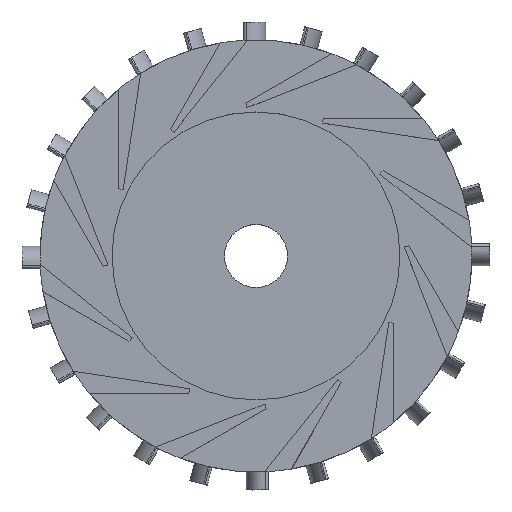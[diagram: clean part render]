
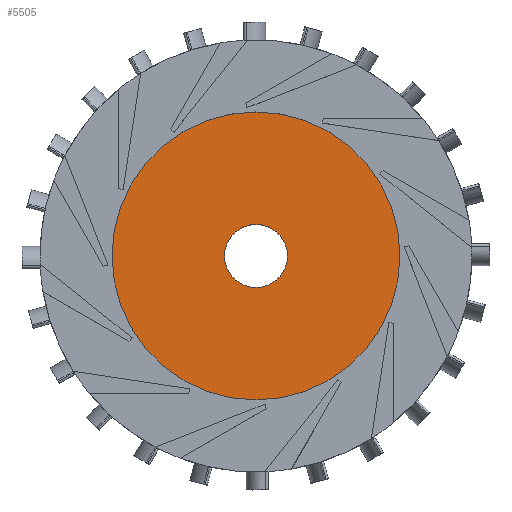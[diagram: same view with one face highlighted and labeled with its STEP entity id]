
A CAD part, top view. The second image highlights one B-rep face of the part: STEP entity #5505.
In plain terms, the highlighted planar face has unit normal (0, 0, 1).
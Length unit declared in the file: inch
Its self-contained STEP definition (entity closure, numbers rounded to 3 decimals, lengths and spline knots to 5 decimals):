
#304 = EDGE_CURVE ( 'NONE', #6395, #6316, #5498, .T. ) ;
#389 = DIRECTION ( 'NONE',  ( 0., 0., 1. ) ) ;
#420 = DIRECTION ( 'NONE',  ( 1., 0., 0. ) ) ;
#625 = CIRCLE ( 'NONE', #4086, 0.4375 ) ;
#926 = AXIS2_PLACEMENT_3D ( 'NONE', #7028, #6404, #1877 ) ;
#1267 = ORIENTED_EDGE ( 'NONE', *, *, #1718, .F. ) ;
#1457 = VERTEX_POINT ( 'NONE', #6756 ) ;
#1600 = AXIS2_PLACEMENT_3D ( 'NONE', #4836, #1940, #3071 ) ;
#1678 = CARTESIAN_POINT ( 'NONE',  ( 0., 0., 0.375 ) ) ;
#1718 = EDGE_CURVE ( 'NONE', #7127, #1457, #6566, .T. ) ;
#1877 = DIRECTION ( 'NONE',  ( 1., 0., 0. ) ) ;
#1904 = DIRECTION ( 'NONE',  ( 1., 0., 0. ) ) ;
#1931 = EDGE_CURVE ( 'NONE', #1457, #7127, #625, .T. ) ;
#1940 = DIRECTION ( 'NONE',  ( 0., 0., 1. ) ) ;
#2261 = EDGE_LOOP ( 'NONE', ( #1267, #5341 ) ) ;
#2997 = CARTESIAN_POINT ( 'NONE',  ( -0.4375, 0., 0.375 ) ) ;
#3071 = DIRECTION ( 'NONE',  ( 1., 0., 0. ) ) ;
#3252 = DIRECTION ( 'NONE',  ( 0., 0., 1. ) ) ;
#3619 = FACE_BOUND ( 'NONE', #2261, .T. ) ;
#3811 = CARTESIAN_POINT ( 'NONE',  ( 0., 0., 0.375 ) ) ;
#3989 = EDGE_CURVE ( 'NONE', #6316, #6395, #6957, .T. ) ;
#4050 = ORIENTED_EDGE ( 'NONE', *, *, #3989, .T. ) ;
#4086 = AXIS2_PLACEMENT_3D ( 'NONE', #3811, #3252, #420 ) ;
#4137 = FACE_OUTER_BOUND ( 'NONE', #6705, .T. ) ;
#4322 = AXIS2_PLACEMENT_3D ( 'NONE', #1678, #389, #4486 ) ;
#4372 = ORIENTED_EDGE ( 'NONE', *, *, #304, .T. ) ;
#4486 = DIRECTION ( 'NONE',  ( 1., 0., 0. ) ) ;
#4836 = CARTESIAN_POINT ( 'NONE',  ( 0., 0., 0.375 ) ) ;
#5140 = DIRECTION ( 'NONE',  ( 0., 0., 1. ) ) ;
#5331 = PLANE ( 'NONE',  #926 ) ;
#5341 = ORIENTED_EDGE ( 'NONE', *, *, #1931, .F. ) ;
#5498 = CIRCLE ( 'NONE', #6434, 2. ) ;
#5505 = ADVANCED_FACE ( 'NONE', ( #3619, #4137 ), #5331, .T. ) ;
#6316 = VERTEX_POINT ( 'NONE', #7163 ) ;
#6329 = CARTESIAN_POINT ( 'NONE',  ( 0., 0., 0.375 ) ) ;
#6395 = VERTEX_POINT ( 'NONE', #6670 ) ;
#6404 = DIRECTION ( 'NONE',  ( 0., 0., 1. ) ) ;
#6434 = AXIS2_PLACEMENT_3D ( 'NONE', #6329, #5140, #1904 ) ;
#6566 = CIRCLE ( 'NONE', #4322, 0.4375 ) ;
#6670 = CARTESIAN_POINT ( 'NONE',  ( 2., 0., 0.375 ) ) ;
#6705 = EDGE_LOOP ( 'NONE', ( #4372, #4050 ) ) ;
#6756 = CARTESIAN_POINT ( 'NONE',  ( 0.4375, 0., 0.375 ) ) ;
#6957 = CIRCLE ( 'NONE', #1600, 2. ) ;
#7028 = CARTESIAN_POINT ( 'NONE',  ( 0., 0., 0.375 ) ) ;
#7127 = VERTEX_POINT ( 'NONE', #2997 ) ;
#7163 = CARTESIAN_POINT ( 'NONE',  ( -2., 0., 0.375 ) ) ;
